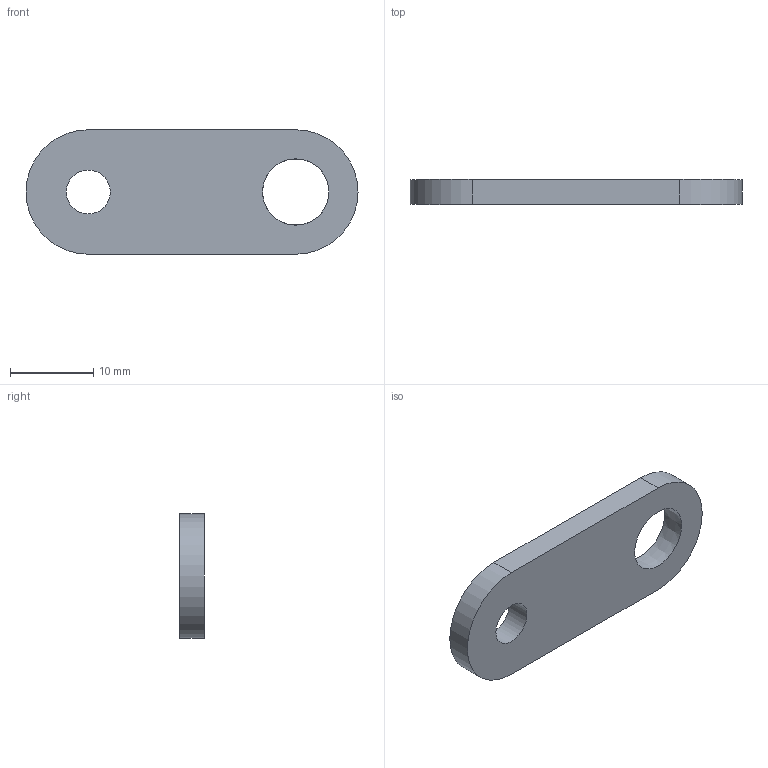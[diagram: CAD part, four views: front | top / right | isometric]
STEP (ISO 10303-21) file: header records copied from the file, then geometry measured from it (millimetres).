
FILE_DESCRIPTION(/* description */ (''),/* implementation_level */ '2;1');
FILE_NAME(/* name */ 'fixed mount retainer.step',/* time_stamp */ '2021-05-12T03:27:04+08:00',/* author */ (''),/* organization */ (''),/* preprocessor_version */ 'ST-DEVELOPER v18.1',/* originating_system */ 'Autodesk Translation Framework v10.6.0.1341',/* authorisation */ '');
FILE_SCHEMA (('AUTOMOTIVE_DESIGN { 1 0 10303 214 3 1 1 }'));
Length unit declared in the file: millimetre
Products named in the file (1): fixed mount retainer
Bounding box: 40 x 3 x 15 mm (x, y, z)
Volume: 1432.1 mm3; surface area: 1386.2 mm2
Topology: 1 solids, 1 shells, 47 faces, 126 edges, 84 vertices
Faces by surface type: bspline 22, plane 21, cylinder 3, cone 1
Full cylindrical faces by diameter (mm): 5.3 x1
Entity records: 1533 total; most frequent: CARTESIAN_POINT 456, ORIENTED_EDGE 252, DIRECTION 142, EDGE_CURVE 126, VERTEX_POINT 84, LINE 74, VECTOR 74, EDGE_LOOP 54
